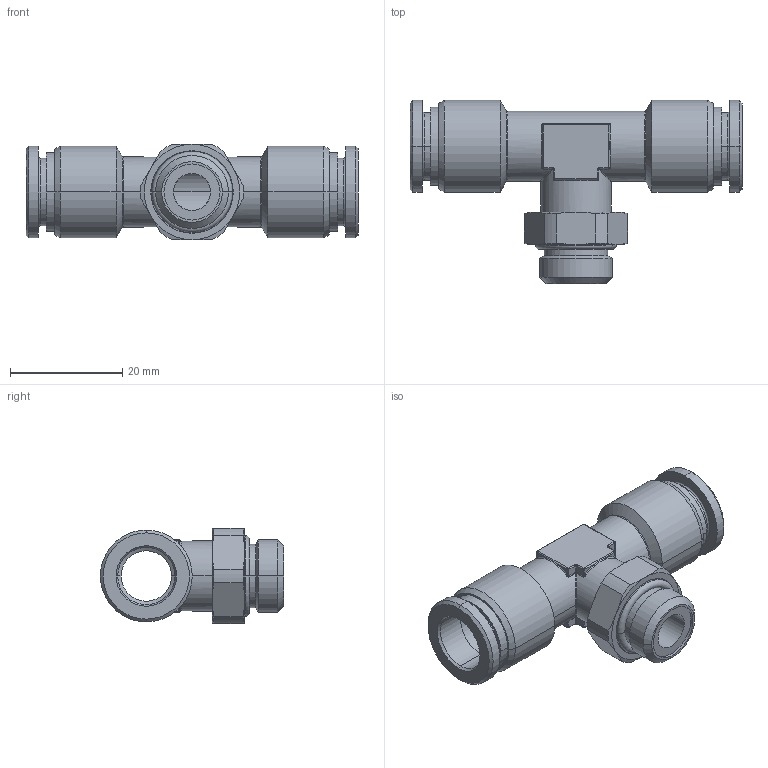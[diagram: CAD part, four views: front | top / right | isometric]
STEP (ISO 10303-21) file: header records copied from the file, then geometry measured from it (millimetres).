
FILE_DESCRIPTION((''),'2;1');
FILE_NAME('mxm.21.10.14',(''),('sopra-pneumatic'),'PRO/ENGINEER BY PARAMETRIC TECHNOLOGY CORPORATION, 2011490','PRO/ENGINEER BY PARAMETRIC TECHNOLOGY CORPORATION, 2011490','');
FILE_SCHEMA(('CONFIG_CONTROL_DESIGN'));
Length unit declared in the file: millimetre
Products named in the file (1): 382071B_921X4-10F-1-4
Bounding box: 59.2 x 32.7 x 17 mm (x, y, z)
Volume: 7661.6 mm3; surface area: 7488.6 mm2
Topology: 2 solids, 2 shells, 264 faces, 572 edges, 324 vertices
Faces by surface type: cylinder 90, cone 52, plane 48, torus 36, bspline 22, sphere 16
Entity records: 8342 total; most frequent: CARTESIAN_POINT 2570, DIRECTION 1298, ORIENTED_EDGE 1144, EDGE_CURVE 572, AXIS2_PLACEMENT_3D 554, VERTEX_POINT 324, CIRCLE 312, EDGE_LOOP 282
